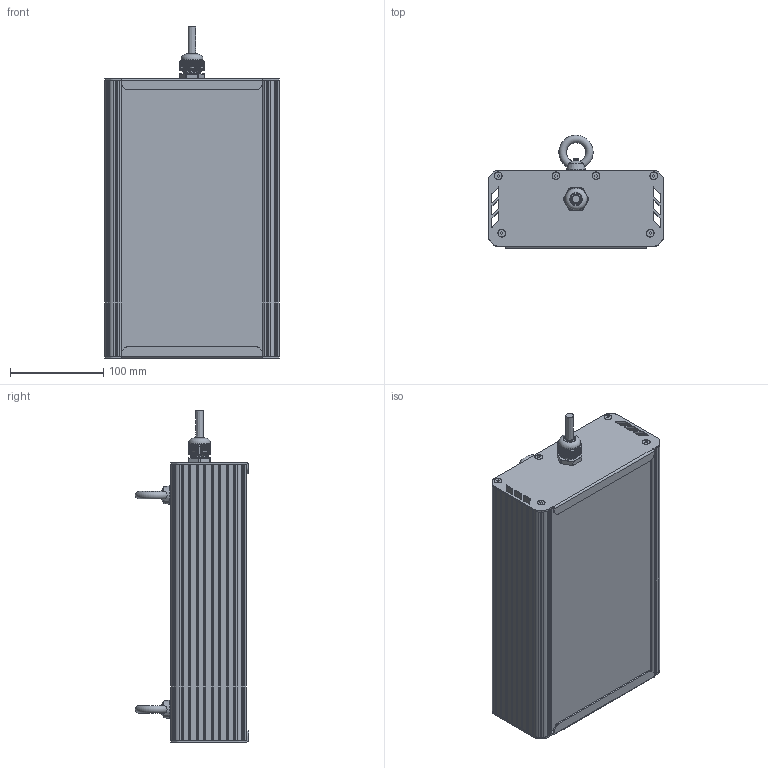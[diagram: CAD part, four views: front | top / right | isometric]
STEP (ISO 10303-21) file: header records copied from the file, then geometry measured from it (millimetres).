
FILE_DESCRIPTION(('STEP AP214'), '1');
FILE_NAME('001.0079.71.000 ÃÑÏ-Ýêñòðà-Îïòèê-60', '2023-11-02T06:51:31', ('Ëóêîíèí'), ('ÎÊÁ Ñâîé Ñòèëü'), 'C3D Converter', 'C3D Toolkit', '');
FILE_SCHEMA(('AUTOMOTIVE_DESIGN { 1 0 10303 214 3 1 1}'));
Length unit declared in the file: millimetre
Products named in the file (25): 001.0079.71.000; 001.0065.02.000
Assembly tree (157 placements, depth 4):
  001.0079.71.000
    (unnamed)
      (unnamed)  x6
      (unnamed)
      (unnamed)
      (unnamed)
      (unnamed)  x6
      (unnamed)  x78
      (unnamed)  x6
      (unnamed)  x6
      (unnamed)  x6
      (unnamed)  x6
      (unnamed)  x6
      (unnamed)  x6
      (unnamed)  x6
      (unnamed)  x6
      (unnamed)  x6
      (unnamed)
      (unnamed)
      (unnamed)
      (unnamed)
        (unnamed)
    001.0065.02.000  x2
      (unnamed)
      (unnamed)
Bounding box: 187.37 x 121.62 x 356.43 mm (x, y, z)
Volume: 1040398.7 mm3; surface area: 782813.7 mm2
Topology: 222 solids, 222 shells, 3718 faces, 9077 edges, 6093 vertices
Faces by surface type: plane 2514, cylinder 972, cone 112, bspline 101, torus 13, sphere 6
Full cylindrical faces by diameter (mm): 1 x6, 2 x12, 2.5 x24, 2.8 x150, 3.2 x6, 3.5 x36, 4 x12, 6 x2, 8 x12, 9 x78, 12 x1, 12.5 x1, 16 x1, 18.5 x3, 20 x1, 23.5 x1
Entity records: 94874 total; most frequent: CARTESIAN_POINT 48654, ORIENTED_EDGE 8876, DIRECTION 8240, EDGE_CURVE 4438, VERTEX_POINT 3066, AXIS2_PLACEMENT_3D 2772, LINE 2696, VECTOR 2696
